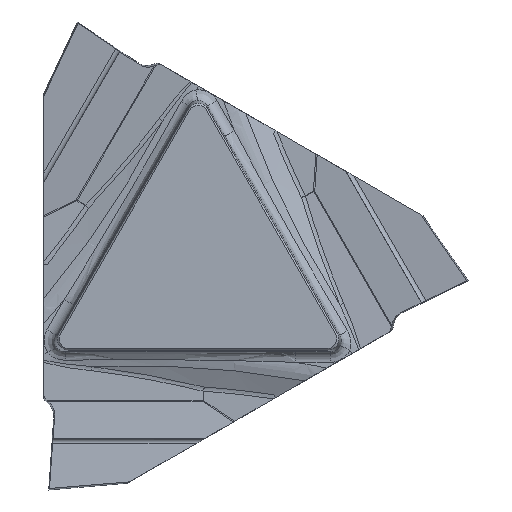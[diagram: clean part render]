
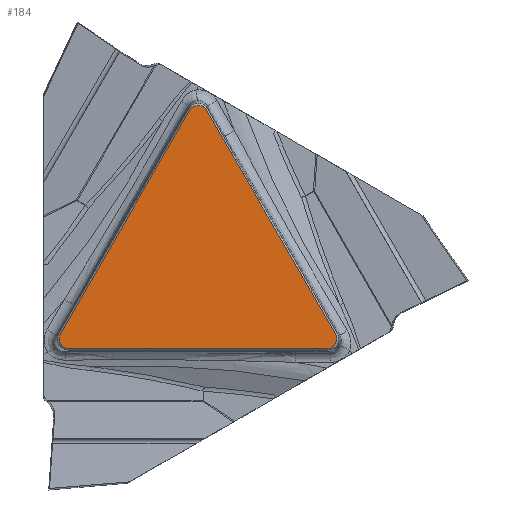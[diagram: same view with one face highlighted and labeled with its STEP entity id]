
A CAD part, left-side view. The second image highlights one B-rep face of the part: STEP entity #184.
In plain terms, the highlighted planar face has unit normal (-1, 0, 0).
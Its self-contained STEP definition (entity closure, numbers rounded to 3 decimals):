
#184=ADVANCED_FACE('',(#335),#287,.T.);
#287=PLANE('',#1861);
#335=FACE_OUTER_BOUND('',#439,.T.);
#439=EDGE_LOOP('',(#851,#852,#853,#854,#855,#856));
#571=LINE('',#2676,#697);
#572=LINE('',#2683,#698);
#573=LINE('',#2690,#699);
#697=VECTOR('',#2094,1.);
#698=VECTOR('',#2095,1.);
#699=VECTOR('',#2096,1.);
#851=ORIENTED_EDGE('',*,*,#1546,.T.);
#852=ORIENTED_EDGE('',*,*,#1547,.T.);
#853=ORIENTED_EDGE('',*,*,#1548,.T.);
#854=ORIENTED_EDGE('',*,*,#1549,.T.);
#855=ORIENTED_EDGE('',*,*,#1550,.T.);
#856=ORIENTED_EDGE('',*,*,#1551,.T.);
#1377=VERTEX_POINT('',#2674);
#1378=VERTEX_POINT('',#2675);
#1379=VERTEX_POINT('',#2677);
#1380=VERTEX_POINT('',#2682);
#1381=VERTEX_POINT('',#2684);
#1382=VERTEX_POINT('',#2689);
#1546=EDGE_CURVE('',#1377,#1378,#1772,.T.);
#1547=EDGE_CURVE('',#1378,#1379,#571,.T.);
#1548=EDGE_CURVE('',#1379,#1380,#1773,.T.);
#1549=EDGE_CURVE('',#1380,#1381,#572,.T.);
#1550=EDGE_CURVE('',#1381,#1382,#1774,.T.);
#1551=EDGE_CURVE('',#1382,#1377,#573,.T.);
#1772=B_SPLINE_CURVE_WITH_KNOTS('',3,(#2670,#2671,#2672,#2673),
 .UNSPECIFIED.,.F.,.F.,(4,4),(0.,1.),.UNSPECIFIED.);
#1773=B_SPLINE_CURVE_WITH_KNOTS('',3,(#2678,#2679,#2680,#2681),
 .UNSPECIFIED.,.F.,.F.,(4,4),(0.,1.),.UNSPECIFIED.);
#1774=B_SPLINE_CURVE_WITH_KNOTS('',3,(#2685,#2686,#2687,#2688),
 .UNSPECIFIED.,.F.,.F.,(4,4),(0.,1.),.UNSPECIFIED.);
#1861=AXIS2_PLACEMENT_3D('',#2691,#2097,#2098);
#2094=DIRECTION('',(0.,0.5,0.866));
#2095=DIRECTION('',(0.,0.5,-0.866));
#2096=DIRECTION('',(0.,-1.,0.));
#2097=DIRECTION('',(-1.,0.,0.));
#2098=DIRECTION('',(0.,0.,-1.));
#2670=CARTESIAN_POINT('',(-3.5,-5.976,-3.876));
#2671=CARTESIAN_POINT('',(-3.5,-6.286,-3.877));
#2672=CARTESIAN_POINT('',(-3.5,-6.485,-3.479));
#2673=CARTESIAN_POINT('',(-3.5,-6.345,-3.237));
#2674=CARTESIAN_POINT('',(-3.5,-5.976,-3.876));
#2675=CARTESIAN_POINT('',(-3.5,-6.345,-3.237));
#2676=CARTESIAN_POINT('',(-3.5,-6.343,-3.234));
#2677=CARTESIAN_POINT('',(-3.5,-0.369,7.114));
#2678=CARTESIAN_POINT('',(-3.5,-0.369,7.114));
#2679=CARTESIAN_POINT('',(-3.5,-0.214,7.382));
#2680=CARTESIAN_POINT('',(-3.5,0.23,7.356));
#2681=CARTESIAN_POINT('',(-3.5,0.369,7.114));
#2682=CARTESIAN_POINT('',(-3.5,0.369,7.114));
#2683=CARTESIAN_POINT('',(-3.5,0.371,7.11));
#2684=CARTESIAN_POINT('',(-3.5,6.345,-3.237));
#2685=CARTESIAN_POINT('',(-3.5,6.345,-3.237));
#2686=CARTESIAN_POINT('',(-3.5,6.5,-3.506));
#2687=CARTESIAN_POINT('',(-3.5,6.255,-3.877));
#2688=CARTESIAN_POINT('',(-3.5,5.976,-3.876));
#2689=CARTESIAN_POINT('',(-3.5,5.976,-3.876));
#2690=CARTESIAN_POINT('',(-3.5,5.972,-3.876));
#2691=CARTESIAN_POINT('',(-3.5,0.,0.));
